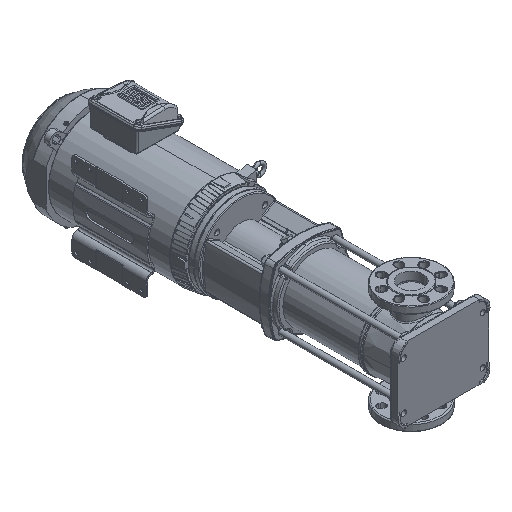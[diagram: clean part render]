
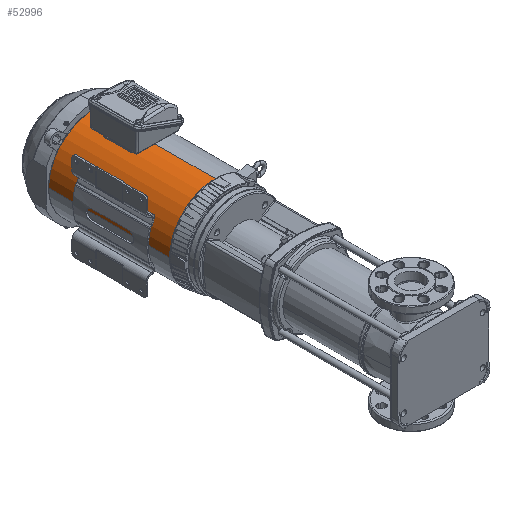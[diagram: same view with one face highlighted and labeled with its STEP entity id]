
A CAD part, isometric view. The second image highlights one B-rep face of the part: STEP entity #52996.
In plain terms, the highlighted cylindrical face has radius 124.3 mm (diameter 248.6 mm), a partial arc.
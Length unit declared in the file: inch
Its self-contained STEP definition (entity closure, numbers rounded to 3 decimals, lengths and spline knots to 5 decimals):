
#1673 = LINE ( 'NONE', #143111, #81343 ) ;
#14940 = CARTESIAN_POINT ( 'NONE',  ( -6.94937, -0.74874, 4.8937 ) ) ;
#23869 = VERTEX_POINT ( 'NONE', #121130 ) ;
#26282 = EDGE_CURVE ( 'NONE', #23869, #97686, #60626, .T. ) ;
#26741 = CIRCLE ( 'NONE', #161802, 4.8937 ) ;
#26898 = ORIENTED_EDGE ( 'NONE', *, *, #72288, .F. ) ;
#28439 = CIRCLE ( 'NONE', #49027, 4.8937 ) ;
#29033 = AXIS2_PLACEMENT_3D ( 'NONE', #173925, #134389, #91217 ) ;
#34500 = DIRECTION ( 'NONE',  ( -1., 0., 0. ) ) ;
#44828 = DIRECTION ( 'NONE',  ( -1., 0., 0. ) ) ;
#48083 = EDGE_CURVE ( 'NONE', #131112, #123529, #1673, .T. ) ;
#49027 = AXIS2_PLACEMENT_3D ( 'NONE', #160307, #34500, #64742 ) ;
#52996 = ADVANCED_FACE ( 'NONE', ( #78341 ), #160121, .T. ) ;
#59225 = EDGE_LOOP ( 'NONE', ( #77869, #146512, #26898, #111628 ) ) ;
#60626 = LINE ( 'NONE', #116631, #116306 ) ;
#64742 = DIRECTION ( 'NONE',  ( 0., -1., 0. ) ) ;
#72288 = EDGE_CURVE ( 'NONE', #123529, #97686, #28439, .T. ) ;
#73709 = CARTESIAN_POINT ( 'NONE',  ( -6.94937, -5.64244, 0.00085 ) ) ;
#77869 = ORIENTED_EDGE ( 'NONE', *, *, #119741, .T. ) ;
#78341 = FACE_OUTER_BOUND ( 'NONE', #59225, .T. ) ;
#81343 = VECTOR ( 'NONE', #44828, 39.37008 ) ;
#91217 = DIRECTION ( 'NONE',  ( 0., 0., 1. ) ) ;
#93068 = CARTESIAN_POINT ( 'NONE',  ( 6.01795, -0.74874, 0. ) ) ;
#97686 = VERTEX_POINT ( 'NONE', #14940 ) ;
#111628 = ORIENTED_EDGE ( 'NONE', *, *, #48083, .F. ) ;
#116306 = VECTOR ( 'NONE', #172727, 39.37008 ) ;
#116631 = CARTESIAN_POINT ( 'NONE',  ( 38.30292, -0.74874, 4.8937 ) ) ;
#119741 = EDGE_CURVE ( 'NONE', #131112, #23869, #26741, .T. ) ;
#121130 = CARTESIAN_POINT ( 'NONE',  ( 6.01795, -0.74874, 4.8937 ) ) ;
#123529 = VERTEX_POINT ( 'NONE', #73709 ) ;
#131112 = VERTEX_POINT ( 'NONE', #163394 ) ;
#134389 = DIRECTION ( 'NONE',  ( -1., 0., 0. ) ) ;
#143111 = CARTESIAN_POINT ( 'NONE',  ( 38.30292, -5.64244, 0.00085 ) ) ;
#146512 = ORIENTED_EDGE ( 'NONE', *, *, #26282, .T. ) ;
#149111 = DIRECTION ( 'NONE',  ( 0., -1., 0. ) ) ;
#160121 = CYLINDRICAL_SURFACE ( 'NONE', #29033, 4.8937 ) ;
#160307 = CARTESIAN_POINT ( 'NONE',  ( -6.94937, -0.74874, 0. ) ) ;
#161802 = AXIS2_PLACEMENT_3D ( 'NONE', #93068, #165599, #149111 ) ;
#163394 = CARTESIAN_POINT ( 'NONE',  ( 6.01795, -5.64244, 0.00085 ) ) ;
#165599 = DIRECTION ( 'NONE',  ( -1., 0., 0. ) ) ;
#172727 = DIRECTION ( 'NONE',  ( -1., 0., 0. ) ) ;
#173925 = CARTESIAN_POINT ( 'NONE',  ( 38.30292, -0.74874, 0. ) ) ;
